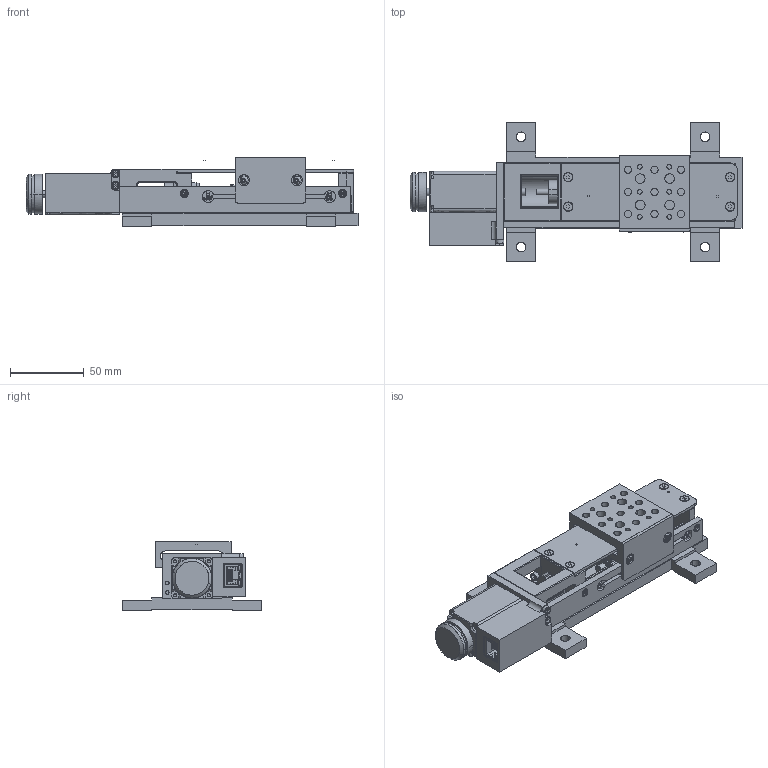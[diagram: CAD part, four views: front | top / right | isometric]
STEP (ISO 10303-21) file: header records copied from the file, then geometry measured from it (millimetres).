
FILE_DESCRIPTION(/* description */ (''),/* implementation_level */ '2;1');
FILE_NAME(/* name */ 'TS36-SM',/* time_stamp */ '2023-10-27T16:02:17+03:00',/* author */ (''),/* organization */ (''),/* preprocessor_version */ 'ST-DEVELOPER v15',/* originating_system */ '',/* authorisation */ '');
FILE_SCHEMA (('AUTOMOTIVE_DESIGN'));
Products named in the file (2): Document; Block 01
Assembly tree (1 placements, depth 2):
  Document
    Block 01
Bounding box: 225.5 x 95 x 47 mm (x, y, z)
Volume: 182.3 mm3; surface area: 110550.4 mm2
Topology: 39 solids, 2144 shells, 2488 faces, 12212 edges, 11603 vertices
Faces by surface type: plane 1507, bspline 981
Entity records: 153379 total; most frequent: CARTESIAN_POINT 71756, ORIENTED_EDGE 12951, EDGE_CURVE 12168, VERTEX_POINT 11603, B_SPLINE_CURVE_WITH_KNOTS 8717, EDGE_LOOP 2765, ADVANCED_FACE 2488, FACE_OUTER_BOUND 2488
